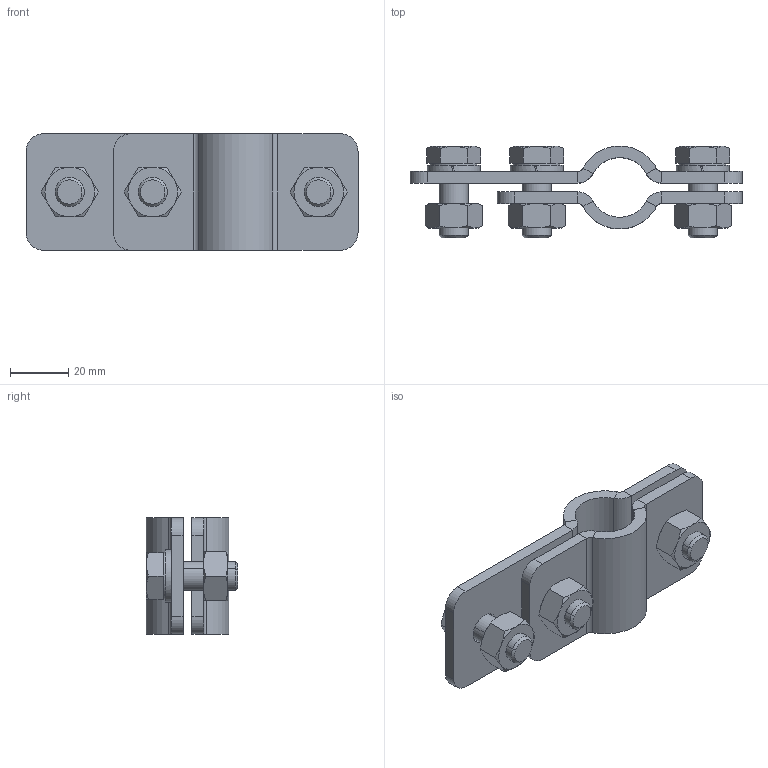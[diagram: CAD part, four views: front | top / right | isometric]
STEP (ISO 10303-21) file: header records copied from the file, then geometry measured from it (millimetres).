
FILE_DESCRIPTION (( 'STEP AP214' ), '1' );
FILE_NAME ('5408036.STEP', '2020-06-24T09:13:21', ( '' ), ( '' ), 'SwSTEP 2.0', 'SolidWorks 2018', '' );
FILE_SCHEMA (( 'AUTOMOTIVE_DESIGN' ));
Length unit declared in the file: millimetre
Products named in the file (6): 0082071_Standard; 011645_Hexagon Nut ISO 4032 - M10 - D - C; 5408036; 021043_flach - B10; 0082074_Standard; 010721_ISO 4017 - M10 x 25-S
Assembly tree (11 placements, depth 2):
  5408036
    0082071_Standard
    0082074_Standard
    010721_ISO 4017 - M10 x 25-S  x3
    011645_Hexagon Nut ISO 4032 - M10 - D - C  x3
    021043_flach - B10  x3
Bounding box: 114 x 31.5 x 40 mm (x, y, z)
Volume: 47678 mm3; surface area: 28279.3 mm2
Topology: 11 solids, 11 shells, 263 faces, 574 edges, 336 vertices
Faces by surface type: plane 113, cylinder 72, cone 72, torus 6
Entity records: 3984 total; most frequent: CARTESIAN_POINT 823, DIRECTION 646, ORIENTED_EDGE 572, EDGE_CURVE 286, AXIS2_PLACEMENT_3D 259, VERTEX_POINT 168, EDGE_LOOP 142, FACE_OUTER_BOUND 129
